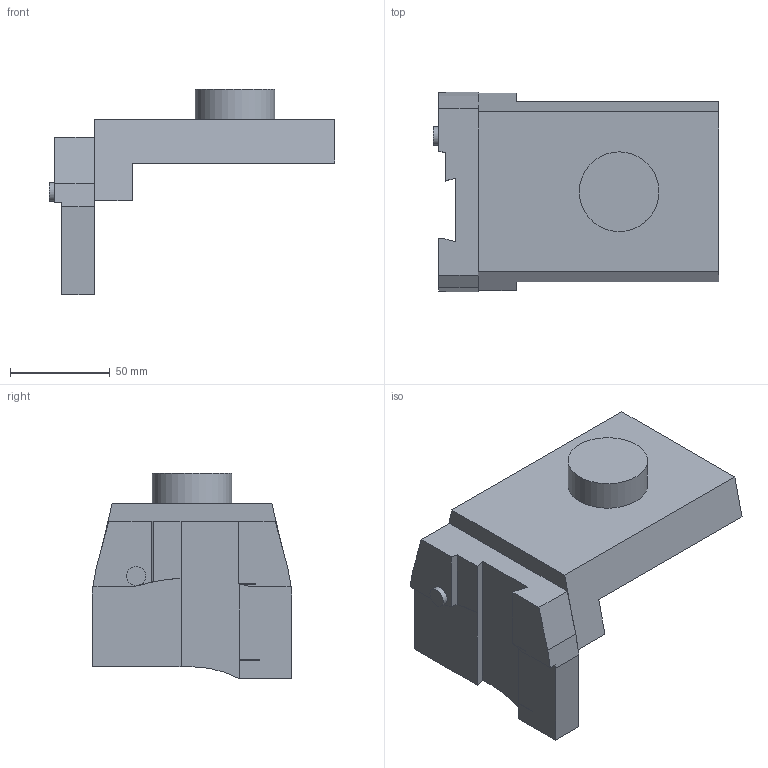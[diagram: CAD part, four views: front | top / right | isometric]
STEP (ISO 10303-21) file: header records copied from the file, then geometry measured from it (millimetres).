
FILE_DESCRIPTION(/* description */ (''),/* implementation_level */ '2;1');
FILE_NAME(/* name */ '1527737986500.stp',/* time_stamp */ '2018-05-31T09:09:56+06:00',/* author */ (''),/* organization */ ('SMS'),/* preprocessor_version */ 'ST-DEVELOPER v15',/* originating_system */ 'SIEMENS PLM Software NX 8.5',/* authorisation */ '');
FILE_SCHEMA (('AUTOMOTIVE_DESIGN { 1 0 10303 214 3 1 1 1 }'));
Length unit declared in the file: millimetre
Products named in the file (1): 201632224mod000_00
Bounding box: 143.25 x 100 x 103 mm (x, y, z)
Volume: 388556.9 mm3; surface area: 51900 mm2
Topology: 1 solids, 1 shells, 50 faces, 138 edges, 95 vertices
Faces by surface type: plane 44, cylinder 6
Full cylindrical faces by diameter (mm): 9.5 x1, 39.9 x1
Entity records: 1621 total; most frequent: CARTESIAN_POINT 281, ORIENTED_EDGE 268, DIRECTION 260, EDGE_CURVE 134, LINE 116, VECTOR 116, VERTEX_POINT 90, AXIS2_PLACEMENT_3D 72
